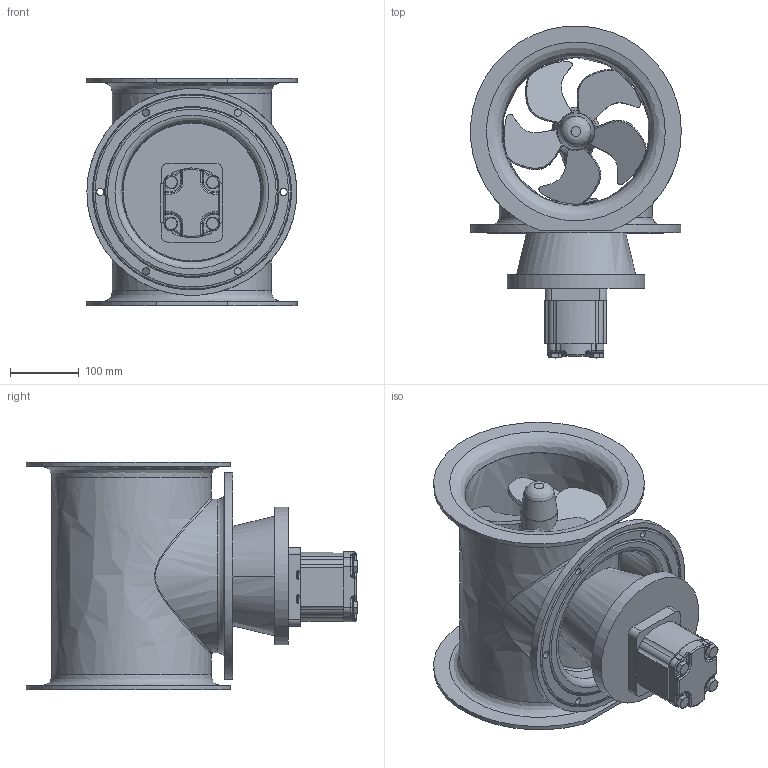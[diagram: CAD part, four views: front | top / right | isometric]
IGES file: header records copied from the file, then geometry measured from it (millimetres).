
Global section: file name: SH160HYD-185mm STERN; native system: Autodesk Inventor 2015; preprocessor: unknown; author: Elvira H.; date: 20151210.144758; units: millimetre
Bounding box: 305.59 x 481.34 x 330 mm (x, y, z)
Volume: 7301428.4 mm3; surface area: 1048897.9 mm2
Topology: 2 solids, 2 shells, 504 faces, 1261 edges, 778 vertices
Faces by surface type: bspline 504
